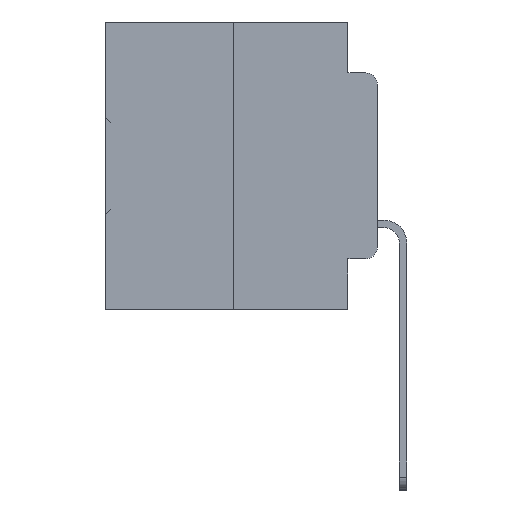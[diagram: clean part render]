
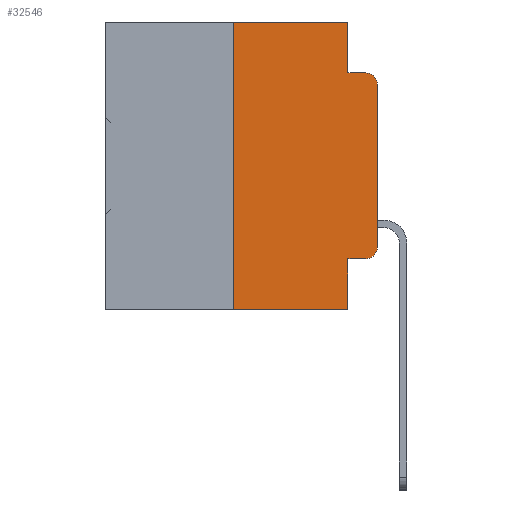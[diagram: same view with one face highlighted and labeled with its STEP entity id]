
A CAD part, left-side view. The second image highlights one B-rep face of the part: STEP entity #32546.
In plain terms, the highlighted planar face has unit normal (-1, 0, 0).
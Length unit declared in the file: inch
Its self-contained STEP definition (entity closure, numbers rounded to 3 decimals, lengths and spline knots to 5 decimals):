
#1105 = EDGE_CURVE ( 'NONE', #27141, #34257, #7899, .T. ) ;
#2959 = VECTOR ( 'NONE', #14825, 39.37008 ) ;
#3787 = CARTESIAN_POINT ( 'NONE',  ( 0., 0., -0.3915 ) ) ;
#4497 = CARTESIAN_POINT ( 'NONE',  ( 0., 0.473, -0.5 ) ) ;
#4769 = EDGE_CURVE ( 'NONE', #27141, #26641, #11376, .T. ) ;
#4893 = DIRECTION ( 'NONE',  ( -1., 0., 0. ) ) ;
#4916 = CARTESIAN_POINT ( 'NONE',  ( 0., 0.25, -0.5 ) ) ;
#5563 = EDGE_CURVE ( 'NONE', #25537, #13527, #26108, .T. ) ;
#5952 = ORIENTED_EDGE ( 'NONE', *, *, #35151, .T. ) ;
#6110 = AXIS2_PLACEMENT_3D ( 'NONE', #26395, #8487, #29300 ) ;
#7144 = LINE ( 'NONE', #18128, #36651 ) ;
#7327 = PLANE ( 'NONE',  #8147 ) ;
#7688 = CARTESIAN_POINT ( 'NONE',  ( 0., 0.02, -0.4115 ) ) ;
#7809 = FACE_OUTER_BOUND ( 'NONE', #38475, .T. ) ;
#7899 = LINE ( 'NONE', #4497, #23003 ) ;
#8147 = AXIS2_PLACEMENT_3D ( 'NONE', #28210, #31135, #13598 ) ;
#8487 = DIRECTION ( 'NONE',  ( -1., 0., 0. ) ) ;
#8521 = CARTESIAN_POINT ( 'NONE',  ( 0., 0.051, -0.0885 ) ) ;
#8906 = ORIENTED_EDGE ( 'NONE', *, *, #4769, .F. ) ;
#10113 = AXIS2_PLACEMENT_3D ( 'NONE', #23074, #4893, #25963 ) ;
#10249 = CARTESIAN_POINT ( 'NONE',  ( 0., 0.051, 0. ) ) ;
#11376 = LINE ( 'NONE', #23605, #2959 ) ;
#12165 = DIRECTION ( 'NONE',  ( 0., -1., 0. ) ) ;
#12341 = ORIENTED_EDGE ( 'NONE', *, *, #20927, .T. ) ;
#13025 = CIRCLE ( 'NONE', #6110, 0.02 ) ;
#13250 = DIRECTION ( 'NONE',  ( 0., 0., -1. ) ) ;
#13340 = DIRECTION ( 'NONE',  ( 0., 0., -1. ) ) ;
#13527 = VERTEX_POINT ( 'NONE', #3787 ) ;
#13598 = DIRECTION ( 'NONE',  ( 0., 0., -1. ) ) ;
#13786 = VECTOR ( 'NONE', #23655, 39.37008 ) ;
#14476 = DIRECTION ( 'NONE',  ( 0., -1., 0. ) ) ;
#14825 = DIRECTION ( 'NONE',  ( 0., 0., 1. ) ) ;
#15067 = CARTESIAN_POINT ( 'NONE',  ( 0., 0.02, -0.0885 ) ) ;
#15685 = ORIENTED_EDGE ( 'NONE', *, *, #5563, .T. ) ;
#16033 = CARTESIAN_POINT ( 'NONE',  ( 0., 0.25, 0. ) ) ;
#16327 = LINE ( 'NONE', #17700, #38404 ) ;
#16526 = CARTESIAN_POINT ( 'NONE',  ( 0., 0.051, -0.5 ) ) ;
#17500 = VERTEX_POINT ( 'NONE', #30384 ) ;
#17700 = CARTESIAN_POINT ( 'NONE',  ( 0., 0.051, -0.4115 ) ) ;
#17978 = EDGE_CURVE ( 'NONE', #22824, #25537, #16327, .T. ) ;
#18128 = CARTESIAN_POINT ( 'NONE',  ( 0., 0.473, 0. ) ) ;
#18296 = LINE ( 'NONE', #33671, #37166 ) ;
#18573 = LINE ( 'NONE', #10249, #33905 ) ;
#18947 = ORIENTED_EDGE ( 'NONE', *, *, #1105, .T. ) ;
#19693 = VECTOR ( 'NONE', #33337, 39.37008 ) ;
#20927 = EDGE_CURVE ( 'NONE', #13527, #22863, #35906, .T. ) ;
#21652 = EDGE_CURVE ( 'NONE', #17500, #25074, #18296, .T. ) ;
#21680 = LINE ( 'NONE', #8521, #13786 ) ;
#21892 = VERTEX_POINT ( 'NONE', #15067 ) ;
#22088 = ORIENTED_EDGE ( 'NONE', *, *, #23615, .F. ) ;
#22824 = VERTEX_POINT ( 'NONE', #24772 ) ;
#22863 = VERTEX_POINT ( 'NONE', #33565 ) ;
#23003 = VECTOR ( 'NONE', #34400, 39.37008 ) ;
#23074 = CARTESIAN_POINT ( 'NONE',  ( 0., 0.02, -0.3915 ) ) ;
#23605 = CARTESIAN_POINT ( 'NONE',  ( 0., 0.25, 0. ) ) ;
#23615 = EDGE_CURVE ( 'NONE', #25074, #21892, #21680, .T. ) ;
#23655 = DIRECTION ( 'NONE',  ( 0., -1., 0. ) ) ;
#23938 = ORIENTED_EDGE ( 'NONE', *, *, #27345, .F. ) ;
#24772 = CARTESIAN_POINT ( 'NONE',  ( 0., 0.051, -0.4115 ) ) ;
#25074 = VERTEX_POINT ( 'NONE', #35339 ) ;
#25537 = VERTEX_POINT ( 'NONE', #7688 ) ;
#25963 = DIRECTION ( 'NONE',  ( 0., 0., -1. ) ) ;
#26108 = CIRCLE ( 'NONE', #10113, 0.02 ) ;
#26395 = CARTESIAN_POINT ( 'NONE',  ( 0., 0.02, -0.1085 ) ) ;
#26641 = VERTEX_POINT ( 'NONE', #16033 ) ;
#27141 = VERTEX_POINT ( 'NONE', #4916 ) ;
#27345 = EDGE_CURVE ( 'NONE', #26641, #17500, #7144, .T. ) ;
#27550 = ORIENTED_EDGE ( 'NONE', *, *, #29619, .F. ) ;
#28210 = CARTESIAN_POINT ( 'NONE',  ( 0., 0.473, 0. ) ) ;
#29300 = DIRECTION ( 'NONE',  ( 0., 0., -1. ) ) ;
#29619 = EDGE_CURVE ( 'NONE', #22824, #34257, #18573, .T. ) ;
#30274 = ORIENTED_EDGE ( 'NONE', *, *, #17978, .T. ) ;
#30384 = CARTESIAN_POINT ( 'NONE',  ( 0., 0.051, 0. ) ) ;
#30470 = CARTESIAN_POINT ( 'NONE',  ( 0., 0., 0. ) ) ;
#31135 = DIRECTION ( 'NONE',  ( 1., 0., 0. ) ) ;
#32546 = ADVANCED_FACE ( 'NONE', ( #7809 ), #7327, .F. ) ;
#33337 = DIRECTION ( 'NONE',  ( 0., 0., 1. ) ) ;
#33565 = CARTESIAN_POINT ( 'NONE',  ( 0., 0., -0.1085 ) ) ;
#33671 = CARTESIAN_POINT ( 'NONE',  ( 0., 0.051, 0. ) ) ;
#33905 = VECTOR ( 'NONE', #13340, 39.37008 ) ;
#34257 = VERTEX_POINT ( 'NONE', #16526 ) ;
#34400 = DIRECTION ( 'NONE',  ( 0., -1., 0. ) ) ;
#35151 = EDGE_CURVE ( 'NONE', #22863, #21892, #13025, .T. ) ;
#35339 = CARTESIAN_POINT ( 'NONE',  ( 0., 0.051, -0.0885 ) ) ;
#35906 = LINE ( 'NONE', #30470, #19693 ) ;
#36651 = VECTOR ( 'NONE', #12165, 39.37008 ) ;
#37166 = VECTOR ( 'NONE', #13250, 39.37008 ) ;
#37341 = ORIENTED_EDGE ( 'NONE', *, *, #21652, .F. ) ;
#38404 = VECTOR ( 'NONE', #14476, 39.37008 ) ;
#38475 = EDGE_LOOP ( 'NONE', ( #12341, #5952, #22088, #37341, #23938, #8906, #18947, #27550, #30274, #15685 ) ) ;
